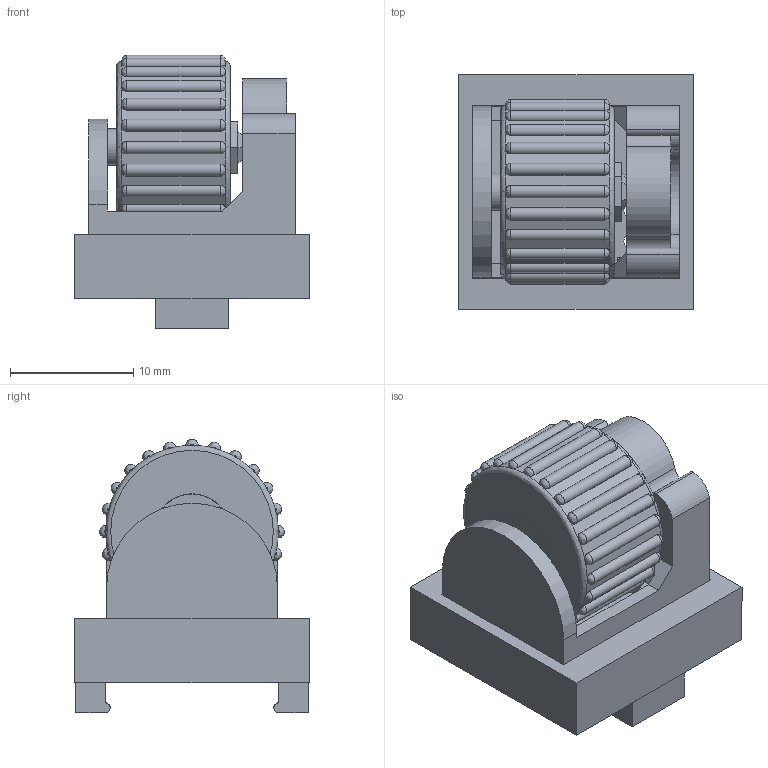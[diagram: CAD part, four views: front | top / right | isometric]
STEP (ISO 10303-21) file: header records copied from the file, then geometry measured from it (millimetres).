
FILE_DESCRIPTION(('STEP AP214'),'1');
FILE_NAME('full_pcb.stp','2025-08-15T07:03:12',(' '),(' '),'Spatial InterOp 3D',' ',' ');
FILE_SCHEMA(('AUTOMOTIVE_DESIGN { 1 0 10303 214 1 1 1 1 }'));
Length unit declared in the file: metre
Products named in the file (12): Finished; With switch; Roller R72; Socket PCB; Socket PCB Geometry; Hooks; Complementary; Encoder 5mm Kailh; Bearing; Metal pin; Switch; full_pcb
Assembly tree (11 placements, depth 4):
  full_pcb
    Finished
      With switch
      Roller R72
      Socket PCB
        Socket PCB Geometry
        Hooks
      Complementary
        Encoder 5mm Kailh
        Bearing
        Metal pin
        Switch
Bounding box: 19.05 x 19.05 x 22.19 mm (x, y, z)
Volume: 3343.1 mm3; surface area: 4064.5 mm2
Topology: 10 solids, 10 shells, 322 faces, 777 edges, 481 vertices
Faces by surface type: plane 189, cylinder 83, bspline 48, torus 2
Full cylindrical faces by diameter (mm): 1.626 x3, 1.8 x1, 2 x1, 3 x2, 3.15 x1, 5.4 x1, 5.6 x1, 6 x1, 6.15 x2
Entity records: 13555 total; most frequent: CARTESIAN_POINT 3350, ORIENTED_EDGE 1518, DIRECTION 1508, EDGE_CURVE 759, AXIS2_PLACEMENT_3D 556, VERTEX_POINT 478, LINE 396, VECTOR 396
